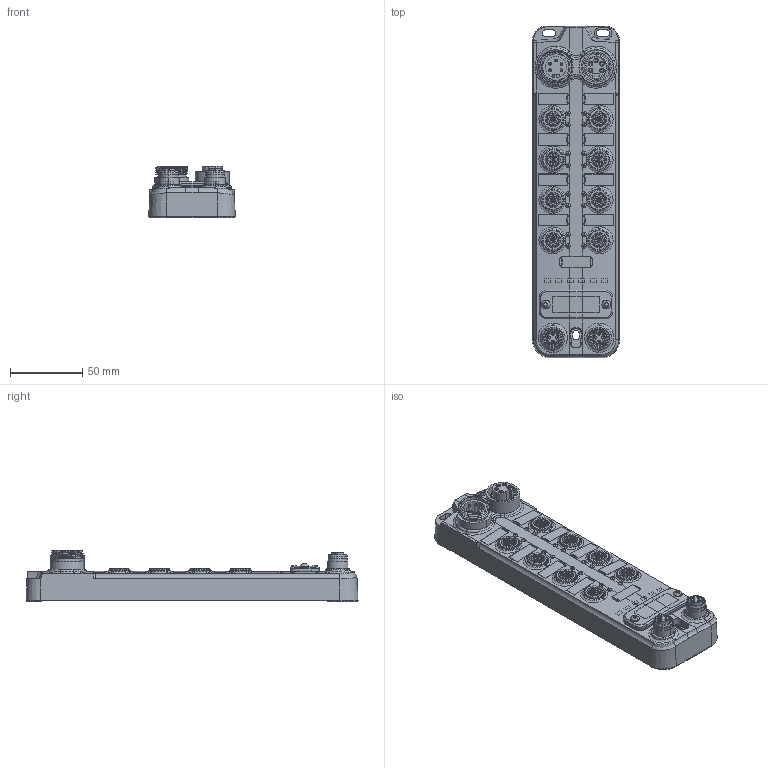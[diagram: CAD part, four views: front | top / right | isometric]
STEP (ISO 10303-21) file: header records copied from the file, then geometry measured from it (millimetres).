
FILE_DESCRIPTION(/* description */ (''),/* implementation_level */ '2;1');
FILE_NAME(/* name */ '主站-塑胶-市场.stp',/* time_stamp */ '2025-10-27T17:10:20+08:00',/* author */ (''),/* organization */ (''),/* preprocessor_version */ 'ST-DEVELOPER v16',/* originating_system */ 'SIEMENS PLM Software NX 10.0',/* authorisation */ '');
FILE_SCHEMA (('AUTOMOTIVE_DESIGN { 1 0 10303 214 3 1 1 1 }'));
Products named in the file (1): chan3E78E844rn82
Bounding box: 60 x 230 x 35.4 mm (x, y, z)
Volume: 261599.6 mm3; surface area: 98666.8 mm2
Topology: 53 solids, 83 shells, 3041 faces, 7797 edges, 5110 vertices
Faces by surface type: plane 1509, cylinder 918, cone 329, torus 120, bspline 82, sphere 80, extrusion 3
Full cylindrical faces by diameter (mm): 3.2 x5, 8.2 x2, 17 x1
Entity records: 104955 total; most frequent: CARTESIAN_POINT 33226, ORIENTED_EDGE 15336, DIRECTION 13984, EDGE_CURVE 7668, AXIS2_PLACEMENT_3D 5513, VERTEX_POINT 5088, EDGE_LOOP 3414, ADVANCED_FACE 3041
